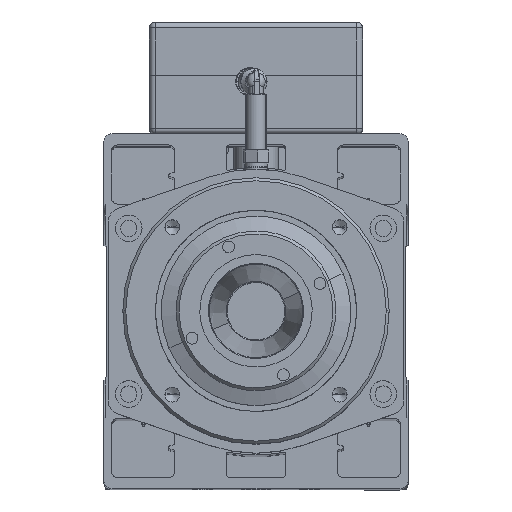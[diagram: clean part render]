
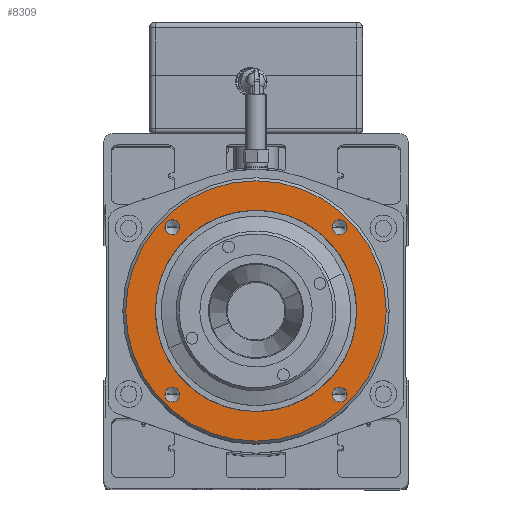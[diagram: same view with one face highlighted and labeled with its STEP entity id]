
A CAD part, top view. The second image highlights one B-rep face of the part: STEP entity #8309.
In plain terms, the highlighted face is planar.
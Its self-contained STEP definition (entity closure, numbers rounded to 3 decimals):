
#322 = AXIS2_PLACEMENT_3D ( 'NONE', #9544, #6898, #32725 ) ;
#610 = ORIENTED_EDGE ( 'NONE', *, *, #28037, .T. ) ;
#819 = VERTEX_POINT ( 'NONE', #11364 ) ;
#1010 = CIRCLE ( 'NONE', #22952, 2.5 ) ;
#1148 = CARTESIAN_POINT ( 'NONE',  ( -34., 0., -48.5 ) ) ;
#1265 = AXIS2_PLACEMENT_3D ( 'NONE', #5690, #2832, #28904 ) ;
#1394 = AXIS2_PLACEMENT_3D ( 'NONE', #6916, #19999, #14580 ) ;
#1485 = AXIS2_PLACEMENT_3D ( 'NONE', #6775, #30118, #29775 ) ;
#1770 = ORIENTED_EDGE ( 'NONE', *, *, #33854, .F. ) ;
#2114 = PLANE ( 'NONE',  #33374 ) ;
#2124 = VERTEX_POINT ( 'NONE', #11658 ) ;
#2263 = AXIS2_PLACEMENT_3D ( 'NONE', #17748, #15366, #33529 ) ;
#2302 = EDGE_CURVE ( 'NONE', #23279, #19274, #20935, .T. ) ;
#2832 = DIRECTION ( 'NONE',  ( 0., 0., -1. ) ) ;
#2842 = CARTESIAN_POINT ( 'NONE',  ( 0., 0., -48.5 ) ) ;
#3457 = EDGE_LOOP ( 'NONE', ( #1770, #28571 ) ) ;
#3474 = FACE_BOUND ( 'NONE', #17308, .T. ) ;
#4097 = DIRECTION ( 'NONE',  ( 0., 0., -1. ) ) ;
#4300 = EDGE_CURVE ( 'NONE', #19274, #23279, #25283, .T. ) ;
#4561 = DIRECTION ( 'NONE',  ( -1., 0., 0. ) ) ;
#4678 = CIRCLE ( 'NONE', #10487, 2.5 ) ;
#5006 = FACE_OUTER_BOUND ( 'NONE', #10449, .T. ) ;
#5690 = CARTESIAN_POINT ( 'NONE',  ( 0., 0., -48.5 ) ) ;
#6775 = CARTESIAN_POINT ( 'NONE',  ( -28.284, 28.284, -48.5 ) ) ;
#6866 = DIRECTION ( 'NONE',  ( 0., 0., -1. ) ) ;
#6898 = DIRECTION ( 'NONE',  ( 0., 0., -1. ) ) ;
#6908 = AXIS2_PLACEMENT_3D ( 'NONE', #19736, #6866, #12348 ) ;
#6916 = CARTESIAN_POINT ( 'NONE',  ( 0., 0., -48.5 ) ) ;
#7045 = FACE_BOUND ( 'NONE', #20874, .T. ) ;
#7545 = FACE_BOUND ( 'NONE', #15765, .T. ) ;
#7662 = CIRCLE ( 'NONE', #2263, 2.5 ) ;
#7825 = CIRCLE ( 'NONE', #1485, 2.5 ) ;
#8007 = CARTESIAN_POINT ( 'NONE',  ( -30.784, -28.284, -48.5 ) ) ;
#8103 = EDGE_CURVE ( 'NONE', #819, #28053, #16459, .T. ) ;
#8309 = ADVANCED_FACE ( 'NONE', ( #3474, #7545, #19096, #27943, #7045, #5006 ), #2114, .T. ) ;
#8698 = ORIENTED_EDGE ( 'NONE', *, *, #11857, .F. ) ;
#9544 = CARTESIAN_POINT ( 'NONE',  ( -28.284, -28.284, -48.5 ) ) ;
#10109 = VERTEX_POINT ( 'NONE', #21503 ) ;
#10389 = ORIENTED_EDGE ( 'NONE', *, *, #21513, .F. ) ;
#10449 = EDGE_LOOP ( 'NONE', ( #17994, #610 ) ) ;
#10487 = AXIS2_PLACEMENT_3D ( 'NONE', #14510, #24868, #32559 ) ;
#11364 = CARTESIAN_POINT ( 'NONE',  ( 44., 0., -48.5 ) ) ;
#11658 = CARTESIAN_POINT ( 'NONE',  ( 30.784, 28.284, -48.5 ) ) ;
#11857 = EDGE_CURVE ( 'NONE', #17662, #2124, #1010, .T. ) ;
#12061 = DIRECTION ( 'NONE',  ( 0., 0., -1. ) ) ;
#12348 = DIRECTION ( 'NONE',  ( -1., 0., 0. ) ) ;
#12443 = CARTESIAN_POINT ( 'NONE',  ( 28.284, 28.284, -48.5 ) ) ;
#13598 = CIRCLE ( 'NONE', #6908, 2.5 ) ;
#13748 = CARTESIAN_POINT ( 'NONE',  ( 25.784, 28.284, -48.5 ) ) ;
#14510 = CARTESIAN_POINT ( 'NONE',  ( -28.284, -28.284, -48.5 ) ) ;
#14580 = DIRECTION ( 'NONE',  ( -1., 0., 0. ) ) ;
#14600 = DIRECTION ( 'NONE',  ( -1., 0., 0. ) ) ;
#15366 = DIRECTION ( 'NONE',  ( 0., 0., -1. ) ) ;
#15765 = EDGE_LOOP ( 'NONE', ( #17302, #26118 ) ) ;
#15857 = EDGE_CURVE ( 'NONE', #20829, #23977, #7825, .T. ) ;
#16459 = CIRCLE ( 'NONE', #1394, 44. ) ;
#16725 = CIRCLE ( 'NONE', #322, 2.5 ) ;
#16862 = CARTESIAN_POINT ( 'NONE',  ( -25.784, 28.284, -48.5 ) ) ;
#17302 = ORIENTED_EDGE ( 'NONE', *, *, #31478, .F. ) ;
#17308 = EDGE_LOOP ( 'NONE', ( #8698, #27616 ) ) ;
#17636 = CIRCLE ( 'NONE', #26219, 44. ) ;
#17662 = VERTEX_POINT ( 'NONE', #13748 ) ;
#17748 = CARTESIAN_POINT ( 'NONE',  ( -28.284, 28.284, -48.5 ) ) ;
#17994 = ORIENTED_EDGE ( 'NONE', *, *, #8103, .T. ) ;
#18078 = CARTESIAN_POINT ( 'NONE',  ( 0., 0., -48.5 ) ) ;
#18221 = CARTESIAN_POINT ( 'NONE',  ( 34., 0., -48.5 ) ) ;
#18535 = VERTEX_POINT ( 'NONE', #20030 ) ;
#18737 = DIRECTION ( 'NONE',  ( -1., 0., 0. ) ) ;
#18988 = VERTEX_POINT ( 'NONE', #25052 ) ;
#19096 = FACE_BOUND ( 'NONE', #20785, .T. ) ;
#19274 = VERTEX_POINT ( 'NONE', #1148 ) ;
#19736 = CARTESIAN_POINT ( 'NONE',  ( 28.284, -28.284, -48.5 ) ) ;
#19999 = DIRECTION ( 'NONE',  ( 0., 0., -1. ) ) ;
#20030 = CARTESIAN_POINT ( 'NONE',  ( -25.784, -28.284, -48.5 ) ) ;
#20211 = AXIS2_PLACEMENT_3D ( 'NONE', #2842, #28115, #20284 ) ;
#20284 = DIRECTION ( 'NONE',  ( -1., 0., 0. ) ) ;
#20345 = DIRECTION ( 'NONE',  ( -1., 0., 0. ) ) ;
#20785 = EDGE_LOOP ( 'NONE', ( #10389, #22707 ) ) ;
#20829 = VERTEX_POINT ( 'NONE', #16862 ) ;
#20874 = EDGE_LOOP ( 'NONE', ( #31256, #21577 ) ) ;
#20935 = CIRCLE ( 'NONE', #20211, 34. ) ;
#21503 = CARTESIAN_POINT ( 'NONE',  ( 30.784, -28.284, -48.5 ) ) ;
#21513 = EDGE_CURVE ( 'NONE', #33744, #18535, #16725, .T. ) ;
#21577 = ORIENTED_EDGE ( 'NONE', *, *, #2302, .F. ) ;
#22707 = ORIENTED_EDGE ( 'NONE', *, *, #27013, .F. ) ;
#22780 = CARTESIAN_POINT ( 'NONE',  ( -44., 0., -48.5 ) ) ;
#22952 = AXIS2_PLACEMENT_3D ( 'NONE', #12443, #4097, #4561 ) ;
#23017 = DIRECTION ( 'NONE',  ( 0., 0., -1. ) ) ;
#23279 = VERTEX_POINT ( 'NONE', #18221 ) ;
#23551 = AXIS2_PLACEMENT_3D ( 'NONE', #24975, #24637, #14600 ) ;
#23977 = VERTEX_POINT ( 'NONE', #27209 ) ;
#24005 = CARTESIAN_POINT ( 'NONE',  ( 28.284, 28.284, -48.5 ) ) ;
#24637 = DIRECTION ( 'NONE',  ( 0., 0., -1. ) ) ;
#24868 = DIRECTION ( 'NONE',  ( 0., 0., -1. ) ) ;
#24975 = CARTESIAN_POINT ( 'NONE',  ( 28.284, -28.284, -48.5 ) ) ;
#25052 = CARTESIAN_POINT ( 'NONE',  ( 25.784, -28.284, -48.5 ) ) ;
#25283 = CIRCLE ( 'NONE', #1265, 34. ) ;
#25514 = CARTESIAN_POINT ( 'NONE',  ( 0., 0., -48.5 ) ) ;
#26118 = ORIENTED_EDGE ( 'NONE', *, *, #15857, .F. ) ;
#26219 = AXIS2_PLACEMENT_3D ( 'NONE', #25514, #12061, #27956 ) ;
#26765 = DIRECTION ( 'NONE',  ( 0., 0., -1. ) ) ;
#27013 = EDGE_CURVE ( 'NONE', #18535, #33744, #4678, .T. ) ;
#27209 = CARTESIAN_POINT ( 'NONE',  ( -30.784, 28.284, -48.5 ) ) ;
#27616 = ORIENTED_EDGE ( 'NONE', *, *, #33165, .F. ) ;
#27943 = FACE_BOUND ( 'NONE', #3457, .T. ) ;
#27956 = DIRECTION ( 'NONE',  ( -1., 0., 0. ) ) ;
#28037 = EDGE_CURVE ( 'NONE', #28053, #819, #17636, .T. ) ;
#28053 = VERTEX_POINT ( 'NONE', #22780 ) ;
#28115 = DIRECTION ( 'NONE',  ( 0., 0., -1. ) ) ;
#28571 = ORIENTED_EDGE ( 'NONE', *, *, #33471, .F. ) ;
#28904 = DIRECTION ( 'NONE',  ( -1., 0., 0. ) ) ;
#29775 = DIRECTION ( 'NONE',  ( -1., 0., 0. ) ) ;
#30118 = DIRECTION ( 'NONE',  ( 0., 0., -1. ) ) ;
#30156 = AXIS2_PLACEMENT_3D ( 'NONE', #24005, #26765, #18737 ) ;
#30539 = CIRCLE ( 'NONE', #23551, 2.5 ) ;
#31256 = ORIENTED_EDGE ( 'NONE', *, *, #4300, .F. ) ;
#31478 = EDGE_CURVE ( 'NONE', #23977, #20829, #7662, .T. ) ;
#32559 = DIRECTION ( 'NONE',  ( -1., 0., 0. ) ) ;
#32725 = DIRECTION ( 'NONE',  ( -1., 0., 0. ) ) ;
#32868 = CIRCLE ( 'NONE', #30156, 2.5 ) ;
#33165 = EDGE_CURVE ( 'NONE', #2124, #17662, #32868, .T. ) ;
#33374 = AXIS2_PLACEMENT_3D ( 'NONE', #18078, #23017, #20345 ) ;
#33471 = EDGE_CURVE ( 'NONE', #10109, #18988, #13598, .T. ) ;
#33529 = DIRECTION ( 'NONE',  ( -1., 0., 0. ) ) ;
#33744 = VERTEX_POINT ( 'NONE', #8007 ) ;
#33854 = EDGE_CURVE ( 'NONE', #18988, #10109, #30539, .T. ) ;
